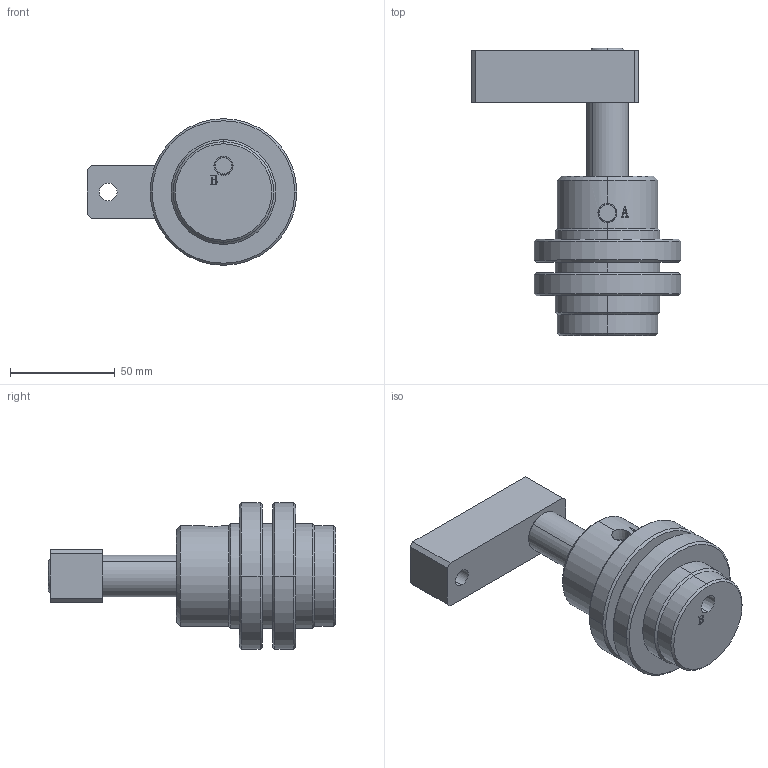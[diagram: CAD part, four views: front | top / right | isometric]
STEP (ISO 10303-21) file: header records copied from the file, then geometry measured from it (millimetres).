
FILE_DESCRIPTION (( 'STEP AP203' ), '1' );
FILE_NAME ('HNTS-32.STEP', '2019-10-16T03:51:01', ( '微软用户' ), ( '微软中国' ), 'SwSTEP 2.0', 'SolidWorks 2012', '' );
FILE_SCHEMA (( 'CONFIG_CONTROL_DESIGN' ));
Length unit declared in the file: millimetre
Products named in the file (6): HNTS-32; hexagon socket head cap screws gb_GB_FASTENER_SCREWS_HSHCS M10X16-N; HNTS-32蹟譫; HNS-32活塞杆; HNS-32揤旋; HNTS-32掛极
Assembly tree (6 placements, depth 2):
  HNTS-32
    HNTS-32掛极
    HNS-32揤旋
    HNS-32活塞杆
    HNTS-32蹟譫  x2
    hexagon socket head cap screws gb_GB_FASTENER_SCREWS_HSHCS M10X16-N
Bounding box: 100 x 137 x 70 mm (x, y, z)
Volume: 218417.7 mm3; surface area: 56578 mm2
Topology: 6 solids, 6 shells, 176 faces, 406 edges, 254 vertices
Faces by surface type: plane 78, cylinder 40, cone 34, bspline 16, torus 8
Entity records: 6251 total; most frequent: CARTESIAN_POINT 1892, DIRECTION 772, ORIENTED_EDGE 756, EDGE_CURVE 378, AXIS2_PLACEMENT_3D 289, VERTEX_POINT 240, VECTOR 194, LINE 194
